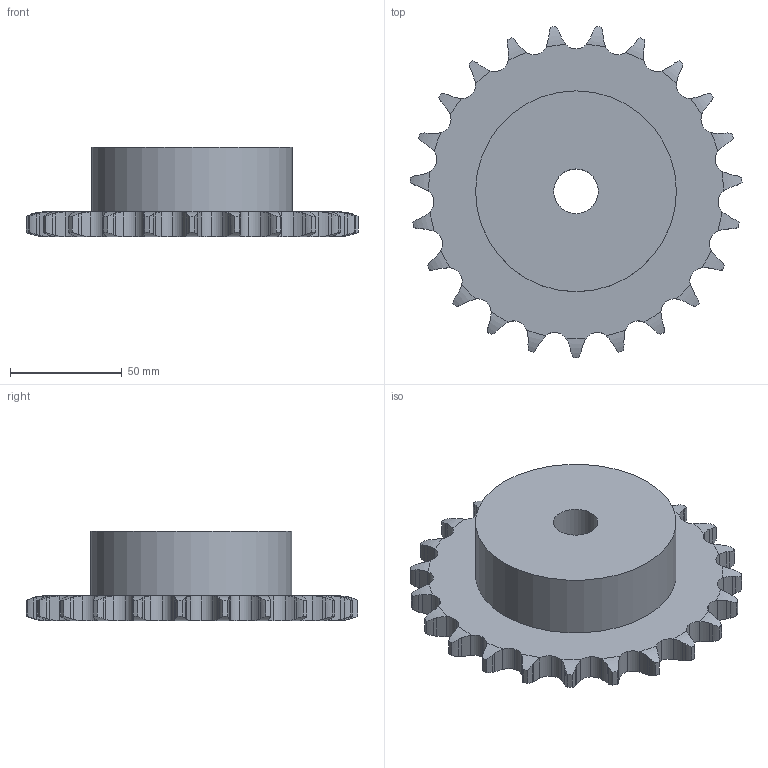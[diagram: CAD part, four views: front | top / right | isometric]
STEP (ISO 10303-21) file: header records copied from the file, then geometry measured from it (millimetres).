
FILE_DESCRIPTION(('FreeCAD Model'),'2;1');
FILE_NAME('Open CASCADE Shape Model','2021-05-30T10:06:43',('FreeCAD'),( 'FreeCAD'),'Open CASCADE STEP processor 7.4','FreeCAD','Unknown');
FILE_SCHEMA(('AUTOMOTIVE_DESIGN { 1 0 10303 214 1 1 1 1 }'));
Length unit declared in the file: millimetre
Products named in the file (1): Open CASCADE STEP translator 7.4 16
Bounding box: 148.78 x 148.44 x 40 mm (x, y, z)
Volume: 330623.8 mm3; surface area: 46161 mm2
Topology: 1 solids, 1 shells, 259 faces, 766 edges, 511 vertices
Faces by surface type: cylinder 163, plane 50, torus 46
Full cylindrical faces by diameter (mm): 20 x1, 90 x1
Entity records: 23606 total; most frequent: CARTESIAN_POINT 10671, DIRECTION 1764, ORIENTED_EDGE 1532, PCURVE 1532, DEFINITIONAL_REPRESENTATION 1532, B_SPLINE_CURVE_WITH_KNOTS 1104, LINE 861, VECTOR 861
